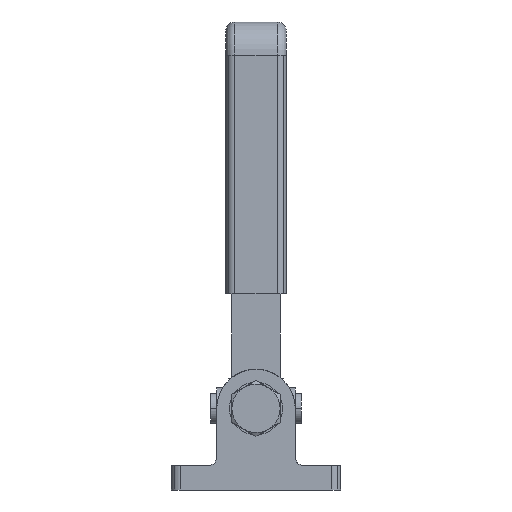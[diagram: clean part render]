
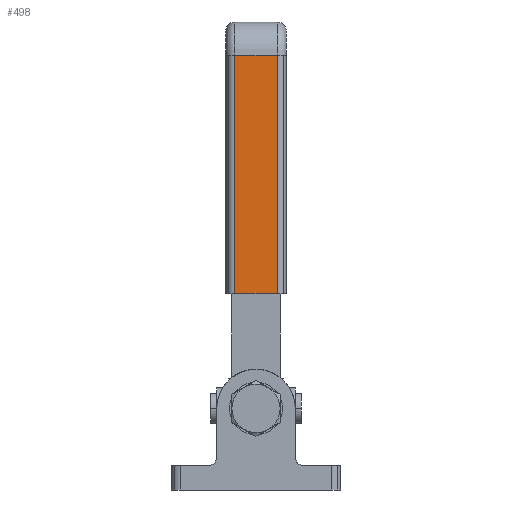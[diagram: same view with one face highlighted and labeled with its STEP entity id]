
A CAD part, left-side view. The second image highlights one B-rep face of the part: STEP entity #498.
In plain terms, the highlighted planar face has unit normal (-1, 0, 0).
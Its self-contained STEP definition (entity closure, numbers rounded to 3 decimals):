
#182=CARTESIAN_POINT('',(86.,7.,144.));
#183=VERTEX_POINT('',#182);
#191=CARTESIAN_POINT('',(86.,-7.,144.));
#192=VERTEX_POINT('',#191);
#193=CARTESIAN_POINT('',(86.,7.,144.));
#194=DIRECTION('',(0.0,-1.0,0.0));
#195=VECTOR('',#194,14.);
#196=LINE('',#193,#195);
#197=EDGE_CURVE('',#183,#192,#196,.T.);
#299=CARTESIAN_POINT('',(86.,7.,65.));
#300=VERTEX_POINT('',#299);
#308=CARTESIAN_POINT('',(86.,7.,65.));
#309=DIRECTION('',(0.0,0.0,1.0));
#310=VECTOR('',#309,79.0);
#311=LINE('',#308,#310);
#312=EDGE_CURVE('',#300,#183,#311,.T.);
#455=CARTESIAN_POINT('',(86.,-7.,65.));
#456=VERTEX_POINT('',#455);
#464=CARTESIAN_POINT('',(86.,7.,65.));
#465=DIRECTION('',(0.0,-1.0,0.0));
#466=VECTOR('',#465,14.);
#467=LINE('',#464,#466);
#468=EDGE_CURVE('',#300,#456,#467,.T.);
#482=CARTESIAN_POINT('',(86.,10.0,65.));
#483=DIRECTION('',(-1.0,0.0,0.0));
#484=DIRECTION('',(0.0,-1.0,0.0));
#485=AXIS2_PLACEMENT_3D('',#482,#483,#484);
#486=PLANE('',#485);
#487=ORIENTED_EDGE('',*,*,#312,.F.);
#488=ORIENTED_EDGE('',*,*,#468,.T.);
#489=CARTESIAN_POINT('',(86.,-7.,144.));
#490=DIRECTION('',(0.0,0.0,-1.0));
#491=VECTOR('',#490,79.0);
#492=LINE('',#489,#491);
#493=EDGE_CURVE('',#192,#456,#492,.T.);
#494=ORIENTED_EDGE('',*,*,#493,.F.);
#495=ORIENTED_EDGE('',*,*,#197,.F.);
#496=EDGE_LOOP('',(#487,#488,#494,#495));
#497=FACE_OUTER_BOUND('',#496,.T.);
#498=ADVANCED_FACE('',(#497),#486,.T.);
